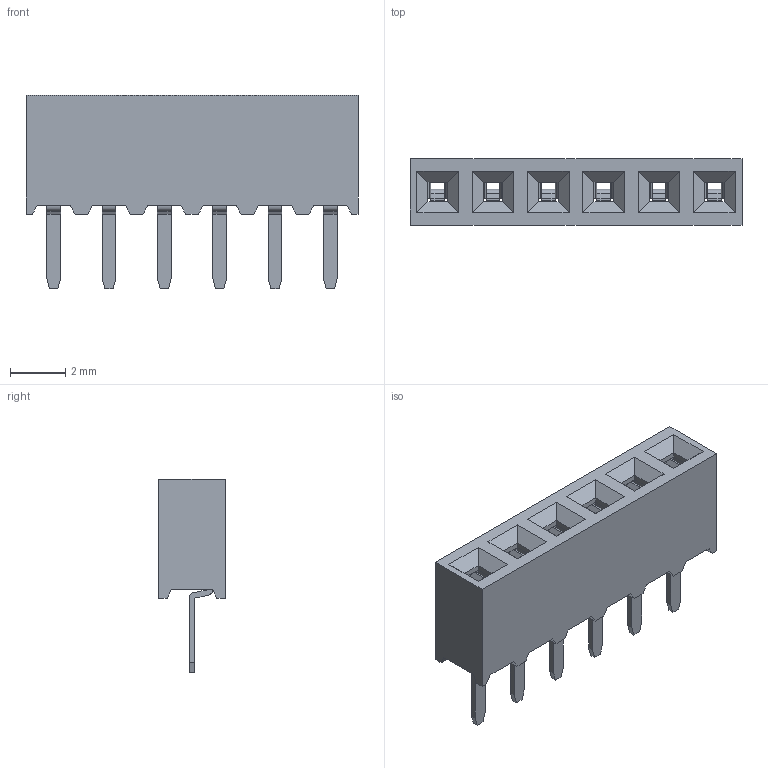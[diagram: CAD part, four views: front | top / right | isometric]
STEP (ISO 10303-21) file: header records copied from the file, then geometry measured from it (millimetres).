
FILE_DESCRIPTION(('STEP AP214'), '1');
FILE_NAME('PBS2', '', ('UNSPECIFIED'), ('UNSPECIFIED'), 'ASCON STEP Converter 1.6', 'ASCON Math Kernel', '');
FILE_SCHEMA(('AUTOMOTIVE_DESIGN { 1 0 10303 214 3 1 1}'));
Length unit declared in the file: millimetre
Bounding box: 12 x 2.4 x 7 mm (x, y, z)
Volume: 80.2 mm3; surface area: 473.1 mm2
Topology: 7 solids, 7 shells, 508 faces, 1290 edges, 796 vertices
Faces by surface type: plane 418, cylinder 90
Entity records: 19158 total; most frequent: CARTESIAN_POINT 2643, ORIENTED_EDGE 2580, DIRECTION 2488, EDGE_CURVE 1290, LINE 1110, VECTOR 1110, VERTEX_POINT 844, AXIS2_PLACEMENT_3D 689
